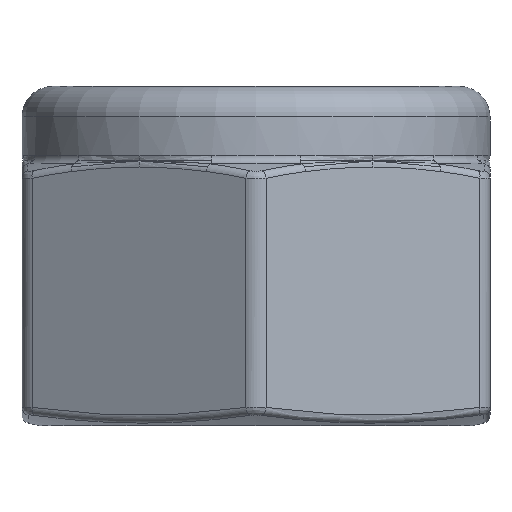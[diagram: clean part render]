
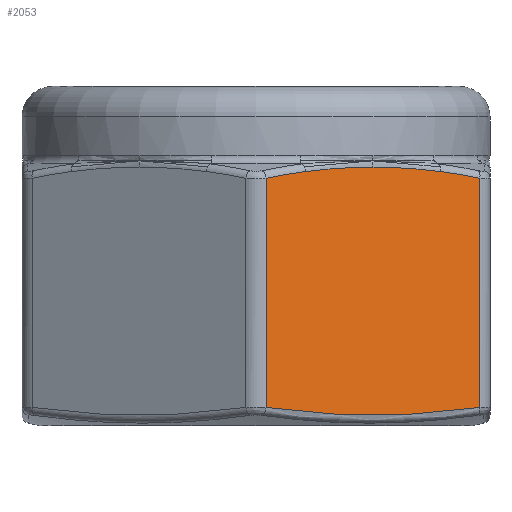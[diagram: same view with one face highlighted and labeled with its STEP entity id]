
A CAD part, left-side view. The second image highlights one B-rep face of the part: STEP entity #2053.
In plain terms, the highlighted planar face has unit normal (-0.866, -0.5, 0).
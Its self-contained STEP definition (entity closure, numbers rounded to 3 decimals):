
#34=PLANE('',#2283);
#89=LINE('',#8722,#116);
#90=LINE('',#8723,#117);
#116=VECTOR('',#2735,10.);
#117=VECTOR('',#2736,10.);
#262=FACE_OUTER_BOUND('',#395,.T.);
#395=EDGE_LOOP('',(#1808,#1809,#1810,#1811,#1812,#1813,#1814));
#448=CIRCLE('',#2118,10.2);
#451=CIRCLE('',#2121,10.2);
#473=CIRCLE('',#2155,10.2);
#482=CIRCLE('',#2166,10.2);
#538=CIRCLE('',#2253,14.636);
#774=VERTEX_POINT('',#5333);
#775=VERTEX_POINT('',#5340);
#777=VERTEX_POINT('',#5407);
#837=VERTEX_POINT('',#7049);
#842=VERTEX_POINT('',#7257);
#880=VERTEX_POINT('',#7807);
#882=VERTEX_POINT('',#7816);
#995=EDGE_CURVE('',#774,#775,#448,.T.);
#999=EDGE_CURVE('',#777,#774,#451,.T.);
#1079=EDGE_CURVE('',#837,#777,#473,.T.);
#1092=EDGE_CURVE('',#775,#842,#482,.T.);
#1175=EDGE_CURVE('',#882,#880,#538,.T.);
#1211=EDGE_CURVE('',#880,#837,#89,.T.);
#1212=EDGE_CURVE('',#882,#842,#90,.T.);
#1808=ORIENTED_EDGE('',*,*,#1079,.F.);
#1809=ORIENTED_EDGE('',*,*,#1211,.F.);
#1810=ORIENTED_EDGE('',*,*,#1175,.F.);
#1811=ORIENTED_EDGE('',*,*,#1212,.T.);
#1812=ORIENTED_EDGE('',*,*,#1092,.F.);
#1813=ORIENTED_EDGE('',*,*,#995,.F.);
#1814=ORIENTED_EDGE('',*,*,#999,.F.);
#2053=ADVANCED_FACE('',(#262),#34,.F.);
#2118=AXIS2_PLACEMENT_3D('',#5341,#2382,#2383);
#2121=AXIS2_PLACEMENT_3D('',#5409,#2388,#2389);
#2155=AXIS2_PLACEMENT_3D('',#7051,#2467,#2468);
#2166=AXIS2_PLACEMENT_3D('',#7261,#2489,#2490);
#2253=AXIS2_PLACEMENT_3D('',#7818,#2671,#2672);
#2283=AXIS2_PLACEMENT_3D('',#8721,#2733,#2734);
#2382=DIRECTION('center_axis',(0.866,0.5,0.));
#2383=DIRECTION('ref_axis',(0.,0.,
1.));
#2388=DIRECTION('center_axis',(0.866,0.5,0.));
#2389=DIRECTION('ref_axis',(0.,0.,
1.));
#2467=DIRECTION('center_axis',(0.866,0.5,0.));
#2468=DIRECTION('ref_axis',(-0.044,0.077,0.996));
#2489=DIRECTION('center_axis',(0.866,0.5,0.));
#2490=DIRECTION('ref_axis',(0.044,-0.077,0.996));
#2671=DIRECTION('center_axis',(0.866,0.5,0.));
#2672=DIRECTION('ref_axis',(0.,0.,-1.));
#2733=DIRECTION('center_axis',(0.866,0.5,0.));
#2734=DIRECTION('ref_axis',(-0.5,0.866,0.));
#2735=DIRECTION('',(0.,0.,1.));
#2736=DIRECTION('',(0.,0.,1.));
#5333=CARTESIAN_POINT('',(-2.988,-1.725,3.81));
#5340=CARTESIAN_POINT('',(-2.414,-2.719,3.745));
#5341=CARTESIAN_POINT('Origin',(-2.988,-1.725,-6.391));
#5407=CARTESIAN_POINT('',(-3.562,-0.731,3.745));
#5409=CARTESIAN_POINT('Origin',(-2.988,-1.725,-6.391));
#7049=CARTESIAN_POINT('',(-3.897,-0.15,3.646));
#7051=CARTESIAN_POINT('Origin',(-2.988,-1.725,-6.391));
#7257=CARTESIAN_POINT('',(-2.078,-3.3,3.646));
#7261=CARTESIAN_POINT('Origin',(-2.988,-1.725,-6.391));
#7807=CARTESIAN_POINT('',(-3.897,-0.15,0.266));
#7816=CARTESIAN_POINT('',(-2.078,-3.3,0.266));
#7818=CARTESIAN_POINT('Origin',(-2.988,-1.725,14.789));
#8721=CARTESIAN_POINT('Origin',(-2.078,-3.3,0.));
#8722=CARTESIAN_POINT('',(-3.897,-0.15,0.));
#8723=CARTESIAN_POINT('',(-2.078,-3.3,0.));
